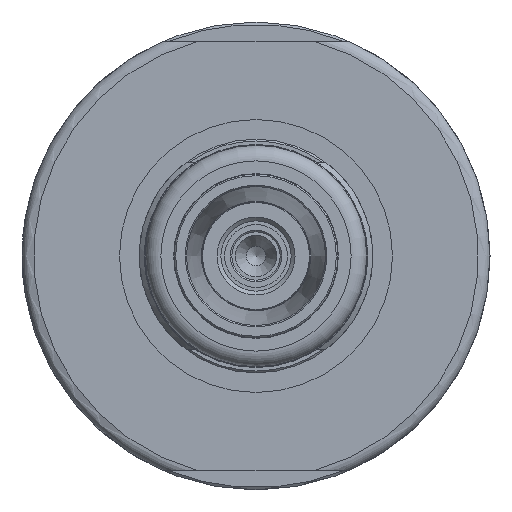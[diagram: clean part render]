
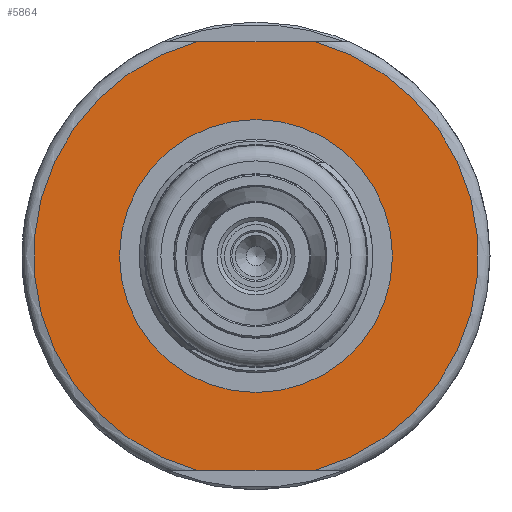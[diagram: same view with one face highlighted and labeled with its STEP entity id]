
A CAD part, left-side view. The second image highlights one B-rep face of the part: STEP entity #5864.
In plain terms, the highlighted planar face has unit normal (-1, 0, 0).
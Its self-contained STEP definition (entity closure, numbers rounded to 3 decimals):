
#506=FACE_BOUND('',#2207,.T.);
#909=LINE('',#11129,#1334);
#910=LINE('',#11130,#1335);
#1334=VECTOR('',#7887,10.);
#1335=VECTOR('',#7888,10.);
#1518=PLANE('',#6437);
#1821=FACE_OUTER_BOUND('',#2206,.T.);
#2206=EDGE_LOOP('',(#5265,#5266,#5267,#5268));
#2207=EDGE_LOOP('',(#5269));
#2477=CIRCLE('',#6421,17.5);
#2485=CIRCLE('',#6432,28.5);
#2488=CIRCLE('',#6436,28.5);
#3047=VERTEX_POINT('',#11037);
#3056=VERTEX_POINT('',#11060);
#3057=VERTEX_POINT('',#11075);
#3059=VERTEX_POINT('',#11094);
#3062=VERTEX_POINT('',#11112);
#3793=EDGE_CURVE('',#3047,#3047,#2477,.T.);
#3804=EDGE_CURVE('',#3056,#3057,#2485,.T.);
#3810=EDGE_CURVE('',#3062,#3059,#2488,.T.);
#3811=EDGE_CURVE('',#3056,#3059,#909,.T.);
#3812=EDGE_CURVE('',#3062,#3057,#910,.T.);
#5265=ORIENTED_EDGE('',*,*,#3811,.T.);
#5266=ORIENTED_EDGE('',*,*,#3810,.F.);
#5267=ORIENTED_EDGE('',*,*,#3812,.T.);
#5268=ORIENTED_EDGE('',*,*,#3804,.F.);
#5269=ORIENTED_EDGE('',*,*,#3793,.T.);
#5864=ADVANCED_FACE('',(#1821,#506),#1518,.T.);
#6421=AXIS2_PLACEMENT_3D('',#11039,#7851,#7852);
#6432=AXIS2_PLACEMENT_3D('',#11076,#7875,#7876);
#6436=AXIS2_PLACEMENT_3D('',#11127,#7883,#7884);
#6437=AXIS2_PLACEMENT_3D('',#11128,#7885,#7886);
#7851=DIRECTION('center_axis',(1.,0.,0.));
#7852=DIRECTION('ref_axis',(0.,1.,0.));
#7875=DIRECTION('center_axis',(1.,0.,0.));
#7876=DIRECTION('ref_axis',(0.,1.,0.));
#7883=DIRECTION('center_axis',(1.,0.,0.));
#7884=DIRECTION('ref_axis',(0.,1.,0.));
#7885=DIRECTION('center_axis',(-1.,0.,0.));
#7886=DIRECTION('ref_axis',(0.,0.,1.));
#7887=DIRECTION('',(0.,1.,0.));
#7888=DIRECTION('',(0.,-1.,0.));
#11037=CARTESIAN_POINT('',(-158.,-17.5,0.));
#11039=CARTESIAN_POINT('Origin',(-158.,0.,0.));
#11060=CARTESIAN_POINT('',(-158.,-7.483,27.5));
#11075=CARTESIAN_POINT('',(-158.,-7.483,-27.5));
#11076=CARTESIAN_POINT('Origin',(-158.,0.,0.));
#11094=CARTESIAN_POINT('',(-158.,7.483,27.5));
#11112=CARTESIAN_POINT('',(-158.,7.483,-27.5));
#11127=CARTESIAN_POINT('Origin',(-158.,0.,0.));
#11128=CARTESIAN_POINT('Origin',(-158.,23.,0.));
#11129=CARTESIAN_POINT('',(-158.,24.063,27.5));
#11130=CARTESIAN_POINT('',(-158.,-1.553,-27.5));
